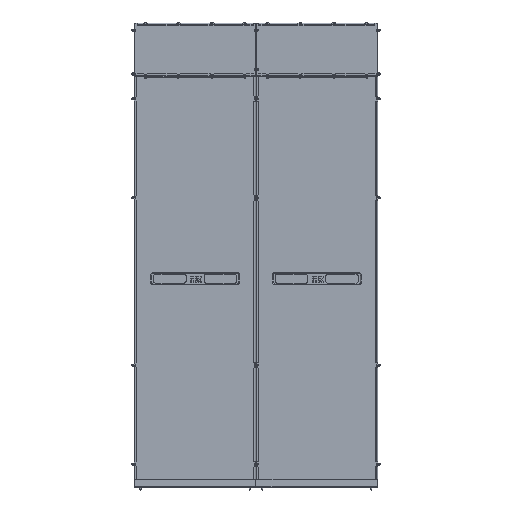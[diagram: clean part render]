
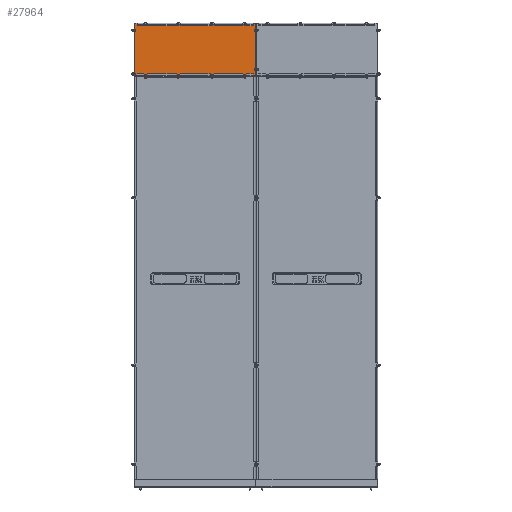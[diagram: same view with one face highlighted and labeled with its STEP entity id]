
A CAD part, top view. The second image highlights one B-rep face of the part: STEP entity #27964.
In plain terms, the highlighted planar face has unit normal (0, 0, 1).
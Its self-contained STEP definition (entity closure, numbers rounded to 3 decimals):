
#600 = DIRECTION ( 'NONE',  ( 0., 1., 0. ) ) ;
#659 = LINE ( 'NONE', #30879, #25797 ) ;
#1352 = VECTOR ( 'NONE', #26255, 1000. ) ;
#2106 = EDGE_CURVE ( 'NONE', #5789, #27750, #22568, .T. ) ;
#5789 = VERTEX_POINT ( 'NONE', #23284 ) ;
#6203 = CARTESIAN_POINT ( 'NONE',  ( 0., 0., 0. ) ) ;
#6571 = DIRECTION ( 'NONE',  ( 0., 0., 1. ) ) ;
#7606 = ORIENTED_EDGE ( 'NONE', *, *, #2106, .F. ) ;
#8833 = AXIS2_PLACEMENT_3D ( 'NONE', #6203, #6571, #26029 ) ;
#9237 = PLANE ( 'NONE',  #8833 ) ;
#9443 = EDGE_CURVE ( 'NONE', #29751, #27750, #659, .T. ) ;
#10328 = EDGE_CURVE ( 'NONE', #29751, #31275, #29488, .T. ) ;
#17164 = ORIENTED_EDGE ( 'NONE', *, *, #9443, .T. ) ;
#17743 = CARTESIAN_POINT ( 'NONE',  ( -304.3, 130.1, 0. ) ) ;
#18721 = VECTOR ( 'NONE', #33490, 1000. ) ;
#20063 = ORIENTED_EDGE ( 'NONE', *, *, #10328, .F. ) ;
#20130 = FACE_OUTER_BOUND ( 'NONE', #34087, .T. ) ;
#20931 = CARTESIAN_POINT ( 'NONE',  ( 304.3, 130.1, 0. ) ) ;
#21060 = CARTESIAN_POINT ( 'NONE',  ( -304.3, 130.1, 0. ) ) ;
#21530 = ORIENTED_EDGE ( 'NONE', *, *, #25975, .T. ) ;
#22568 = LINE ( 'NONE', #27393, #18721 ) ;
#23284 = CARTESIAN_POINT ( 'NONE',  ( 304.3, -130.1, 0. ) ) ;
#24116 = VECTOR ( 'NONE', #600, 1000. ) ;
#25488 = DIRECTION ( 'NONE',  ( 0., -1., 0. ) ) ;
#25797 = VECTOR ( 'NONE', #25488, 1000. ) ;
#25975 = EDGE_CURVE ( 'NONE', #5789, #31275, #32448, .T. ) ;
#26029 = DIRECTION ( 'NONE',  ( 1., 0., 0. ) ) ;
#26255 = DIRECTION ( 'NONE',  ( 1., 0., 0. ) ) ;
#27068 = CARTESIAN_POINT ( 'NONE',  ( 304.3, -132.5, 0. ) ) ;
#27393 = CARTESIAN_POINT ( 'NONE',  ( 304.3, -130.1, 0. ) ) ;
#27750 = VERTEX_POINT ( 'NONE', #31824 ) ;
#27964 = ADVANCED_FACE ( 'NONE', ( #20130 ), #9237, .T. ) ;
#29488 = LINE ( 'NONE', #21060, #1352 ) ;
#29751 = VERTEX_POINT ( 'NONE', #17743 ) ;
#30879 = CARTESIAN_POINT ( 'NONE',  ( -304.3, -132.5, 0. ) ) ;
#31275 = VERTEX_POINT ( 'NONE', #20931 ) ;
#31824 = CARTESIAN_POINT ( 'NONE',  ( -304.3, -130.1, 0. ) ) ;
#32448 = LINE ( 'NONE', #27068, #24116 ) ;
#33490 = DIRECTION ( 'NONE',  ( -1., 0., 0. ) ) ;
#34087 = EDGE_LOOP ( 'NONE', ( #17164, #7606, #21530, #20063 ) ) ;
